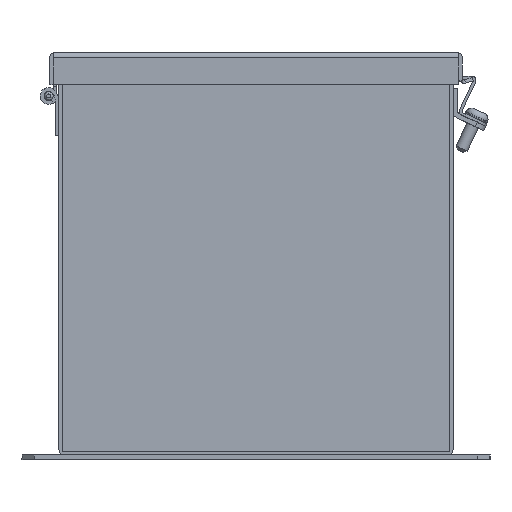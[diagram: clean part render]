
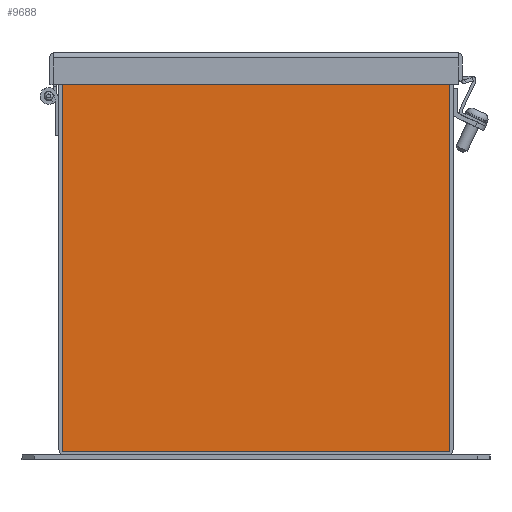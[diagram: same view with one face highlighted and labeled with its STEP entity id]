
A CAD part, left-side view. The second image highlights one B-rep face of the part: STEP entity #9688.
In plain terms, the highlighted planar face has unit normal (-1, 0, 0).
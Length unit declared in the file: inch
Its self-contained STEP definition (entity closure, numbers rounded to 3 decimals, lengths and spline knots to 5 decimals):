
#706 = LINE ( 'NONE', #1707, #7401 ) ;
#843 = VERTEX_POINT ( 'NONE', #11008 ) ;
#1112 = VERTEX_POINT ( 'NONE', #1191 ) ;
#1191 = CARTESIAN_POINT ( 'NONE',  ( -6., 3.928, 0.072 ) ) ;
#1476 = EDGE_CURVE ( 'NONE', #843, #9002, #6175, .T. ) ;
#1481 = CARTESIAN_POINT ( 'NONE',  ( -6., 3.928, 0.072 ) ) ;
#1525 = CARTESIAN_POINT ( 'NONE',  ( -6., -3.928, 0.072 ) ) ;
#1664 = LINE ( 'NONE', #1481, #4265 ) ;
#1707 = CARTESIAN_POINT ( 'NONE',  ( -6., -3.928, 0.072 ) ) ;
#2478 = VECTOR ( 'NONE', #11106, 39.37008 ) ;
#2747 = EDGE_CURVE ( 'NONE', #1112, #843, #10927, .T. ) ;
#2791 = EDGE_CURVE ( 'NONE', #12152, #1112, #1664, .T. ) ;
#2840 = VECTOR ( 'NONE', #3189, 39.37008 ) ;
#3061 = CARTESIAN_POINT ( 'NONE',  ( -6., 3.928, 0.072 ) ) ;
#3189 = DIRECTION ( 'NONE',  ( 0., -1., 0. ) ) ;
#3996 = FACE_OUTER_BOUND ( 'NONE', #7051, .T. ) ;
#4265 = VECTOR ( 'NONE', #10041, 39.37008 ) ;
#5020 = CARTESIAN_POINT ( 'NONE',  ( -6., -3.928, 7.892 ) ) ;
#5120 = CARTESIAN_POINT ( 'NONE',  ( -6., 3.928, 7.892 ) ) ;
#6175 = LINE ( 'NONE', #5120, #2840 ) ;
#6195 = CARTESIAN_POINT ( 'NONE',  ( -6., 3.928, 0.072 ) ) ;
#6817 = AXIS2_PLACEMENT_3D ( 'NONE', #3061, #8845, #9527 ) ;
#6932 = ORIENTED_EDGE ( 'NONE', *, *, #2747, .F. ) ;
#7051 = EDGE_LOOP ( 'NONE', ( #6932, #10044, #11264, #11626 ) ) ;
#7401 = VECTOR ( 'NONE', #12161, 39.37008 ) ;
#8656 = PLANE ( 'NONE',  #6817 ) ;
#8845 = DIRECTION ( 'NONE',  ( 1., 0., 0. ) ) ;
#9002 = VERTEX_POINT ( 'NONE', #5020 ) ;
#9527 = DIRECTION ( 'NONE',  ( 0., 1., 0. ) ) ;
#9577 = EDGE_CURVE ( 'NONE', #9002, #12152, #706, .T. ) ;
#9688 = ADVANCED_FACE ( 'NONE', ( #3996 ), #8656, .F. ) ;
#10041 = DIRECTION ( 'NONE',  ( 0., 1., 0. ) ) ;
#10044 = ORIENTED_EDGE ( 'NONE', *, *, #2791, .F. ) ;
#10927 = LINE ( 'NONE', #6195, #2478 ) ;
#11008 = CARTESIAN_POINT ( 'NONE',  ( -6., 3.928, 7.892 ) ) ;
#11106 = DIRECTION ( 'NONE',  ( 0., 0., 1. ) ) ;
#11264 = ORIENTED_EDGE ( 'NONE', *, *, #9577, .F. ) ;
#11626 = ORIENTED_EDGE ( 'NONE', *, *, #1476, .F. ) ;
#12152 = VERTEX_POINT ( 'NONE', #1525 ) ;
#12161 = DIRECTION ( 'NONE',  ( 0., 0., -1. ) ) ;
